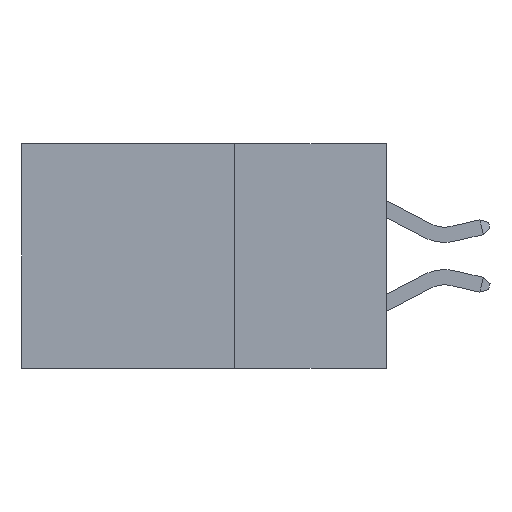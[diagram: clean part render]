
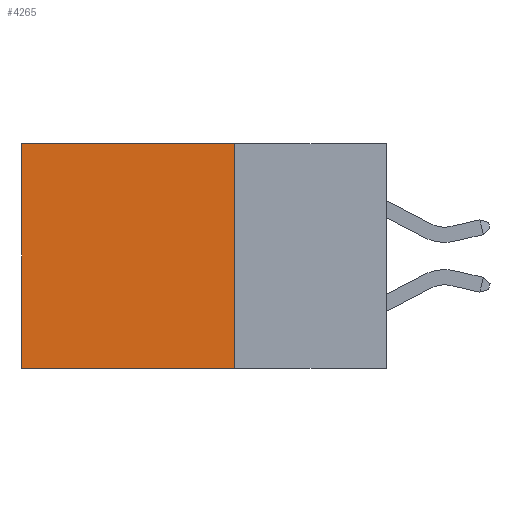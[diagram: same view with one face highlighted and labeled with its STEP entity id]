
A CAD part, left-side view. The second image highlights one B-rep face of the part: STEP entity #4265.
In plain terms, the highlighted planar face has unit normal (-1, 0, 0).
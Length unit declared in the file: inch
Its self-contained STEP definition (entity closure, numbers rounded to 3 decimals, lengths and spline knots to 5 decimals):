
#84 = LINE ( 'NONE', #8959, #8028 ) ;
#168 = DIRECTION ( 'NONE',  ( 0., 0., -1. ) ) ;
#874 = DIRECTION ( 'NONE',  ( 0., 1., 0. ) ) ;
#1166 = EDGE_CURVE ( 'NONE', #10843, #1208, #10418, .T. ) ;
#1208 = VERTEX_POINT ( 'NONE', #2863 ) ;
#1531 = ORIENTED_EDGE ( 'NONE', *, *, #7334, .F. ) ;
#1545 = VECTOR ( 'NONE', #6979, 39.37008 ) ;
#1635 = LINE ( 'NONE', #11238, #5387 ) ;
#1923 = CARTESIAN_POINT ( 'NONE',  ( 0.298, 0.6, -0.37 ) ) ;
#2863 = CARTESIAN_POINT ( 'NONE',  ( 0.298, 0.6, 0. ) ) ;
#3912 = DIRECTION ( 'NONE',  ( 0., 0., -1. ) ) ;
#4265 = ADVANCED_FACE ( 'NONE', ( #9972 ), #11249, .F. ) ;
#4990 = DIRECTION ( 'NONE',  ( 0., 0., -1. ) ) ;
#5387 = VECTOR ( 'NONE', #874, 39.37008 ) ;
#6979 = DIRECTION ( 'NONE',  ( 0., 1., 0. ) ) ;
#7334 = EDGE_CURVE ( 'NONE', #11319, #7341, #1635, .T. ) ;
#7341 = VERTEX_POINT ( 'NONE', #1923 ) ;
#7455 = CARTESIAN_POINT ( 'NONE',  ( 0.298, 0.25, 0. ) ) ;
#8028 = VECTOR ( 'NONE', #3912, 39.37008 ) ;
#8401 = CARTESIAN_POINT ( 'NONE',  ( 0.298, 0.25, 0. ) ) ;
#8881 = EDGE_CURVE ( 'NONE', #10843, #11319, #12854, .T. ) ;
#8959 = CARTESIAN_POINT ( 'NONE',  ( 0.298, 0.6, 0. ) ) ;
#9003 = CARTESIAN_POINT ( 'NONE',  ( 0.298, 0.25, 0. ) ) ;
#9055 = CARTESIAN_POINT ( 'NONE',  ( 0.298, 0.25, 0. ) ) ;
#9274 = EDGE_CURVE ( 'NONE', #1208, #7341, #84, .T. ) ;
#9332 = VECTOR ( 'NONE', #168, 39.37008 ) ;
#9972 = FACE_OUTER_BOUND ( 'NONE', #11980, .T. ) ;
#10418 = LINE ( 'NONE', #9003, #1545 ) ;
#10508 = AXIS2_PLACEMENT_3D ( 'NONE', #9055, #12251, #4990 ) ;
#10843 = VERTEX_POINT ( 'NONE', #7455 ) ;
#11238 = CARTESIAN_POINT ( 'NONE',  ( 0.298, 0.25, -0.37 ) ) ;
#11249 = PLANE ( 'NONE',  #10508 ) ;
#11319 = VERTEX_POINT ( 'NONE', #12883 ) ;
#11980 = EDGE_LOOP ( 'NONE', ( #12923, #1531, #12742, #12816 ) ) ;
#12251 = DIRECTION ( 'NONE',  ( 1., 0., 0. ) ) ;
#12742 = ORIENTED_EDGE ( 'NONE', *, *, #8881, .F. ) ;
#12816 = ORIENTED_EDGE ( 'NONE', *, *, #1166, .T. ) ;
#12854 = LINE ( 'NONE', #8401, #9332 ) ;
#12883 = CARTESIAN_POINT ( 'NONE',  ( 0.298, 0.25, -0.37 ) ) ;
#12923 = ORIENTED_EDGE ( 'NONE', *, *, #9274, .T. ) ;
